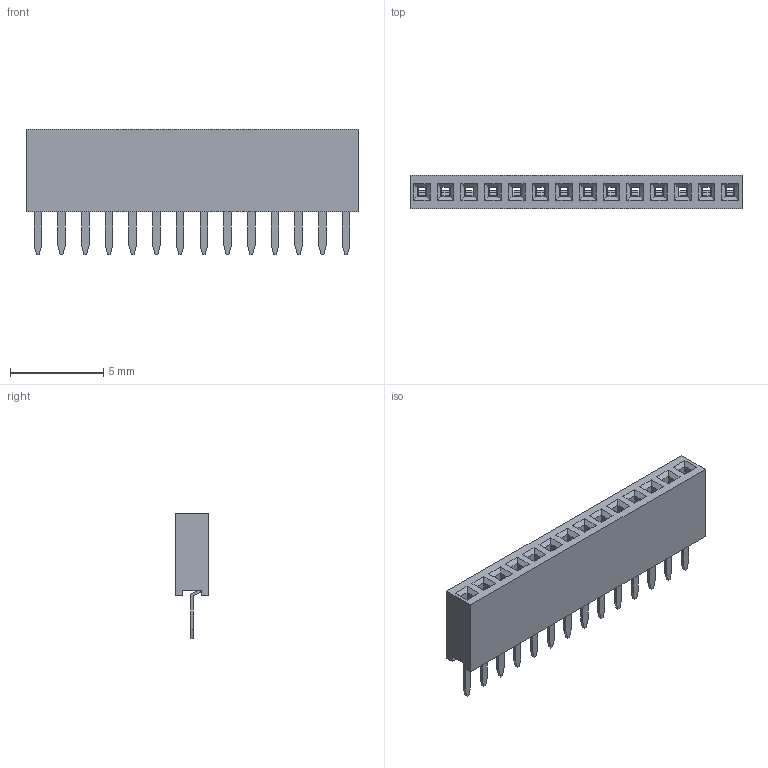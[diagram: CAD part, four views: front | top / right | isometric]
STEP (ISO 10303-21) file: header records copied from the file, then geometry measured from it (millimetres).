
FILE_DESCRIPTION(('STEP AP214'), '1');
FILE_NAME('PBS1.27', '', ('UNSPECIFIED'), ('UNSPECIFIED'), 'ASCON STEP Converter 1.6', 'ASCON Math Kernel', '');
FILE_SCHEMA(('AUTOMOTIVE_DESIGN { 1 0 10303 214 3 1 1}'));
Length unit declared in the file: millimetre
Bounding box: 17.78 x 1.8 x 6.7 mm (x, y, z)
Volume: 100.9 mm3; surface area: 713.2 mm2
Topology: 15 solids, 15 shells, 878 faces, 2320 edges, 1472 vertices
Faces by surface type: plane 752, cylinder 126
Entity records: 33728 total; most frequent: CARTESIAN_POINT 4671, ORIENTED_EDGE 4640, DIRECTION 4330, EDGE_CURVE 2320, LINE 2068, VECTOR 2068, VERTEX_POINT 1472, AXIS2_PLACEMENT_3D 1131
